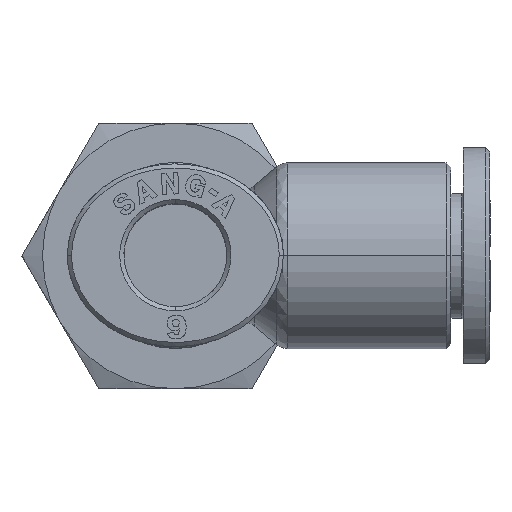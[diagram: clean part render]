
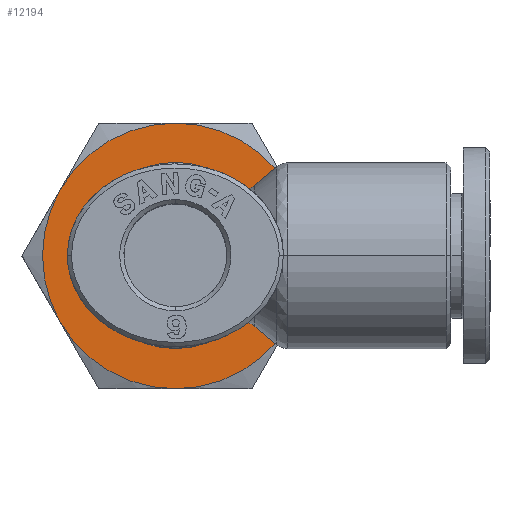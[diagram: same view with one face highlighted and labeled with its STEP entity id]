
A CAD part, top view. The second image highlights one B-rep face of the part: STEP entity #12194.
In plain terms, the highlighted planar face has unit normal (0, 0, 1).
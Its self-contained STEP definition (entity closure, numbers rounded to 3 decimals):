
#56 = CARTESIAN_POINT ( 'NONE',  ( -12.428, 4., -5.9 ) ) ;
#348 = CARTESIAN_POINT ( 'NONE',  ( -5.5, -8., -5.9 ) ) ;
#481 = CARTESIAN_POINT ( 'NONE',  ( -5.5, 0., -5.9 ) ) ;
#1076 = CARTESIAN_POINT ( 'NONE',  ( -5.5, 0., -5.9 ) ) ;
#1107 = DIRECTION ( 'NONE',  ( 0., 0., 1. ) ) ;
#1169 = DIRECTION ( 'NONE',  ( 0., 0., -1. ) ) ;
#1687 = DIRECTION ( 'NONE',  ( 0., 1., 0. ) ) ;
#1712 = CARTESIAN_POINT ( 'NONE',  ( -5.5, 0., -5.9 ) ) ;
#1951 = CARTESIAN_POINT ( 'NONE',  ( -5.5, -4.501, -5.9 ) ) ;
#2139 = EDGE_CURVE ( 'NONE', #6353, #15394, #6673, .T. ) ;
#2269 = ORIENTED_EDGE ( 'NONE', *, *, #13564, .F. ) ;
#2812 = ORIENTED_EDGE ( 'NONE', *, *, #7455, .F. ) ;
#2963 = AXIS2_PLACEMENT_3D ( 'NONE', #9954, #1107, #17453 ) ;
#3011 = CARTESIAN_POINT ( 'NONE',  ( -5.5, 0., -5.9 ) ) ;
#3104 = CIRCLE ( 'NONE', #13127, 8. ) ;
#3224 = DIRECTION ( 'NONE',  ( 0., 0., 1. ) ) ;
#3892 = AXIS2_PLACEMENT_3D ( 'NONE', #10697, #3224, #1687 ) ;
#4510 = EDGE_LOOP ( 'NONE', ( #19363, #12993, #2269, #12406, #9854, #9457 ) ) ;
#4572 = EDGE_LOOP ( 'NONE', ( #11466, #2812 ) ) ;
#4961 = CARTESIAN_POINT ( 'NONE',  ( -12.428, -4., -5.9 ) ) ;
#6201 = AXIS2_PLACEMENT_3D ( 'NONE', #481, #14121, #16902 ) ;
#6353 = VERTEX_POINT ( 'NONE', #13406 ) ;
#6520 = VERTEX_POINT ( 'NONE', #4961 ) ;
#6532 = FACE_BOUND ( 'NONE', #4572, .T. ) ;
#6556 = EDGE_CURVE ( 'NONE', #7017, #15437, #12661, .T. ) ;
#6673 = CIRCLE ( 'NONE', #3892, 4.501 ) ;
#6759 = FACE_OUTER_BOUND ( 'NONE', #4510, .T. ) ;
#7017 = VERTEX_POINT ( 'NONE', #56 ) ;
#7110 = CARTESIAN_POINT ( 'NONE',  ( 1.428, -4., -5.9 ) ) ;
#7455 = EDGE_CURVE ( 'NONE', #15394, #6353, #7812, .T. ) ;
#7490 = VERTEX_POINT ( 'NONE', #13151 ) ;
#7775 = CARTESIAN_POINT ( 'NONE',  ( -5.5, 8., -5.9 ) ) ;
#7812 = CIRCLE ( 'NONE', #2963, 4.501 ) ;
#8539 = CIRCLE ( 'NONE', #19221, 8. ) ;
#9378 = EDGE_CURVE ( 'NONE', #7490, #11888, #18198, .T. ) ;
#9457 = ORIENTED_EDGE ( 'NONE', *, *, #6556, .F. ) ;
#9854 = ORIENTED_EDGE ( 'NONE', *, *, #18860, .F. ) ;
#9954 = CARTESIAN_POINT ( 'NONE',  ( -5.5, 0., -5.9 ) ) ;
#10022 = DIRECTION ( 'NONE',  ( 0., 1., 0. ) ) ;
#10218 = AXIS2_PLACEMENT_3D ( 'NONE', #1712, #15435, #18308 ) ;
#10697 = CARTESIAN_POINT ( 'NONE',  ( -5.5, 0., -5.9 ) ) ;
#10998 = EDGE_CURVE ( 'NONE', #15511, #6520, #8539, .T. ) ;
#11466 = ORIENTED_EDGE ( 'NONE', *, *, #2139, .F. ) ;
#11593 = CARTESIAN_POINT ( 'NONE',  ( -5.5, 0., -5.9 ) ) ;
#11612 = DIRECTION ( 'NONE',  ( 0., 1., 0. ) ) ;
#11888 = VERTEX_POINT ( 'NONE', #7110 ) ;
#12194 = ADVANCED_FACE ( 'NONE', ( #6532, #6759 ), #18005, .F. ) ;
#12286 = DIRECTION ( 'NONE',  ( 0., 1., 0. ) ) ;
#12406 = ORIENTED_EDGE ( 'NONE', *, *, #9378, .F. ) ;
#12661 = CIRCLE ( 'NONE', #10218, 8. ) ;
#12993 = ORIENTED_EDGE ( 'NONE', *, *, #10998, .F. ) ;
#13127 = AXIS2_PLACEMENT_3D ( 'NONE', #1076, #18996, #11612 ) ;
#13151 = CARTESIAN_POINT ( 'NONE',  ( 1.428, 4., -5.9 ) ) ;
#13406 = CARTESIAN_POINT ( 'NONE',  ( -5.5, 4.501, -5.9 ) ) ;
#13564 = EDGE_CURVE ( 'NONE', #11888, #15511, #14353, .T. ) ;
#13652 = EDGE_CURVE ( 'NONE', #6520, #7017, #3104, .T. ) ;
#13748 = CARTESIAN_POINT ( 'NONE',  ( -5.5, 0., -5.9 ) ) ;
#14022 = AXIS2_PLACEMENT_3D ( 'NONE', #3011, #16559, #18074 ) ;
#14121 = DIRECTION ( 'NONE',  ( 0., 0., -1. ) ) ;
#14322 = AXIS2_PLACEMENT_3D ( 'NONE', #11593, #18981, #10022 ) ;
#14353 = CIRCLE ( 'NONE', #17879, 8. ) ;
#14653 = DIRECTION ( 'NONE',  ( 0., 1., 0. ) ) ;
#15394 = VERTEX_POINT ( 'NONE', #1951 ) ;
#15435 = DIRECTION ( 'NONE',  ( 0., 0., -1. ) ) ;
#15437 = VERTEX_POINT ( 'NONE', #7775 ) ;
#15511 = VERTEX_POINT ( 'NONE', #348 ) ;
#16559 = DIRECTION ( 'NONE',  ( 0., 0., -1. ) ) ;
#16902 = DIRECTION ( 'NONE',  ( 0., 1., 0. ) ) ;
#16974 = DIRECTION ( 'NONE',  ( 0., 0., -1. ) ) ;
#17453 = DIRECTION ( 'NONE',  ( 0., 1., 0. ) ) ;
#17772 = CARTESIAN_POINT ( 'NONE',  ( -5.5, 0., -5.9 ) ) ;
#17879 = AXIS2_PLACEMENT_3D ( 'NONE', #17772, #1169, #14653 ) ;
#18005 = PLANE ( 'NONE',  #14022 ) ;
#18074 = DIRECTION ( 'NONE',  ( -1., 0., 0. ) ) ;
#18198 = CIRCLE ( 'NONE', #14322, 8. ) ;
#18308 = DIRECTION ( 'NONE',  ( 0., 1., 0. ) ) ;
#18787 = CIRCLE ( 'NONE', #6201, 8. ) ;
#18860 = EDGE_CURVE ( 'NONE', #15437, #7490, #18787, .T. ) ;
#18981 = DIRECTION ( 'NONE',  ( 0., 0., -1. ) ) ;
#18996 = DIRECTION ( 'NONE',  ( 0., 0., -1. ) ) ;
#19221 = AXIS2_PLACEMENT_3D ( 'NONE', #13748, #16974, #12286 ) ;
#19363 = ORIENTED_EDGE ( 'NONE', *, *, #13652, .F. ) ;
